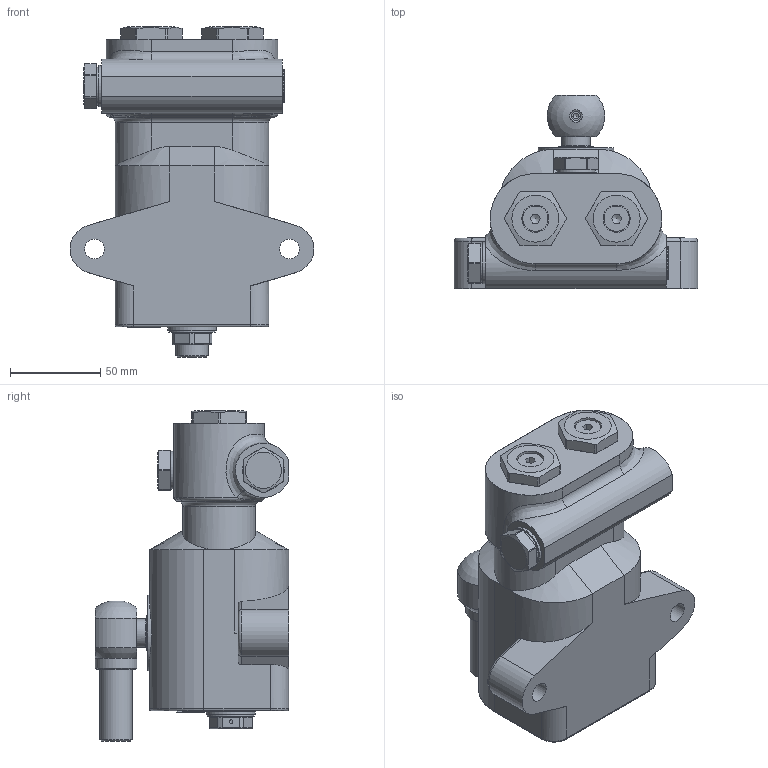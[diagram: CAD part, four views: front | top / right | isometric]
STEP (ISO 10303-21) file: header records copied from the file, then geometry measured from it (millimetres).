
FILE_DESCRIPTION((''),'2;1');
FILE_NAME('PM2P 5-10-17 e (HV) STEP.stp','2012-03-02T10:49:27',('Christian'),(''),'Autodesk Inventor 2010','Autodesk Inventor 2010','');
FILE_SCHEMA(('AUTOMOTIVE_DESIGN { 1 0 10303 214 1 1 1 1 }'));
Length unit declared in the file: millimetre
Products named in the file (1): 6092.0001.00.50 Bloccato
Bounding box: 134.9 x 107 x 183.1 mm (x, y, z)
Surface area: 136199.3 mm2 (no closed solid volume)
Topology: 0 solids, 12 shells, 1826 faces, 4926 edges, 3219 vertices
Faces by surface type: cylinder 635, plane 560, bspline 322, cone 265, torus 41, sphere 3
Full cylindrical faces by diameter (mm): 4.917 x2, 6 x2, 10 x2, 14 x2, 15 x1, 15.5 x1, 16 x1, 17 x1, 18 x2, 20 x4, 21 x2, 22 x2, 23 x3, 24 x4, 25 x4, 26 x1, 27 x2, 28.5 x4, 42 x1
Entity records: 64154 total; most frequent: CARTESIAN_POINT 19022, ORIENTED_EDGE 9412, DIRECTION 8356, EDGE_CURVE 4706, AXIS2_PLACEMENT_3D 3167, VERTEX_POINT 3146, EDGE_LOOP 2096, VECTOR 2022
